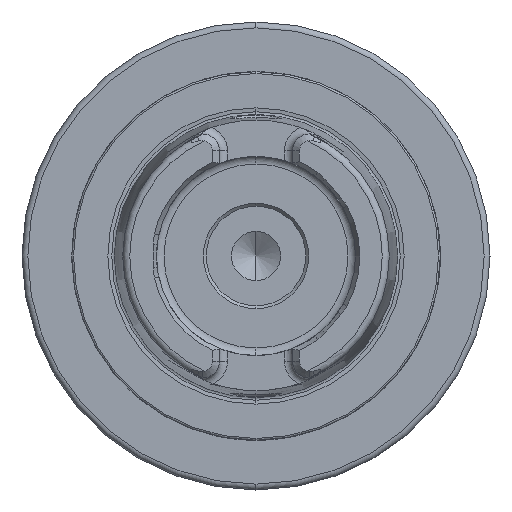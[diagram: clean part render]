
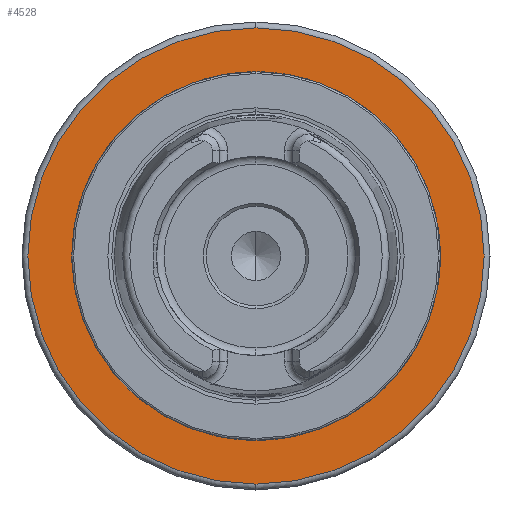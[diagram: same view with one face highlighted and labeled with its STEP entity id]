
A CAD part, left-side view. The second image highlights one B-rep face of the part: STEP entity #4528.
In plain terms, the highlighted planar face has unit normal (-1, 0, 0).
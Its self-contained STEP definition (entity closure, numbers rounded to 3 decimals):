
#47 = EDGE_CURVE ( 'NONE', #3314, #6090, #5443, .T. ) ;
#491 = CARTESIAN_POINT ( 'NONE',  ( 42., 0., 0. ) ) ;
#657 = CARTESIAN_POINT ( 'NONE',  ( 42., 39., 0. ) ) ;
#923 = EDGE_CURVE ( 'NONE', #4165, #5588, #2144, .T. ) ;
#978 = AXIS2_PLACEMENT_3D ( 'NONE', #4293, #5384, #6571 ) ;
#1043 = DIRECTION ( 'NONE',  ( -1., 0., 0. ) ) ;
#1155 = DIRECTION ( 'NONE',  ( 0., 0., 1. ) ) ;
#1654 = EDGE_LOOP ( 'NONE', ( #4283, #6143 ) ) ;
#2144 = CIRCLE ( 'NONE', #3844, 39. ) ;
#2227 = FACE_OUTER_BOUND ( 'NONE', #3412, .T. ) ;
#3027 = CARTESIAN_POINT ( 'NONE',  ( 42., 0., 0. ) ) ;
#3028 = CIRCLE ( 'NONE', #5030, 39. ) ;
#3314 = VERTEX_POINT ( 'NONE', #3781 ) ;
#3412 = EDGE_LOOP ( 'NONE', ( #4441, #5170 ) ) ;
#3460 = EDGE_CURVE ( 'NONE', #5588, #4165, #3028, .T. ) ;
#3626 = CARTESIAN_POINT ( 'NONE',  ( 42., 0., 39. ) ) ;
#3659 = FACE_BOUND ( 'NONE', #1654, .T. ) ;
#3781 = CARTESIAN_POINT ( 'NONE',  ( 42., 0., 27. ) ) ;
#3844 = AXIS2_PLACEMENT_3D ( 'NONE', #491, #1043, #4824 ) ;
#4129 = DIRECTION ( 'NONE',  ( 0., 0., 1. ) ) ;
#4165 = VERTEX_POINT ( 'NONE', #4921 ) ;
#4283 = ORIENTED_EDGE ( 'NONE', *, *, #47, .F. ) ;
#4293 = CARTESIAN_POINT ( 'NONE',  ( 42., 0., 0. ) ) ;
#4350 = DIRECTION ( 'NONE',  ( -1., 0., 0. ) ) ;
#4441 = ORIENTED_EDGE ( 'NONE', *, *, #3460, .T. ) ;
#4446 = DIRECTION ( 'NONE',  ( 1., 0., 0. ) ) ;
#4528 = ADVANCED_FACE ( 'NONE', ( #3659, #2227 ), #6545, .F. ) ;
#4669 = CIRCLE ( 'NONE', #978, 27. ) ;
#4824 = DIRECTION ( 'NONE',  ( 0., 0., 1. ) ) ;
#4878 = DIRECTION ( 'NONE',  ( 0., 0., -1. ) ) ;
#4921 = CARTESIAN_POINT ( 'NONE',  ( 42., 0., -39. ) ) ;
#5030 = AXIS2_PLACEMENT_3D ( 'NONE', #3027, #6297, #4129 ) ;
#5170 = ORIENTED_EDGE ( 'NONE', *, *, #923, .T. ) ;
#5283 = EDGE_CURVE ( 'NONE', #6090, #3314, #4669, .T. ) ;
#5339 = CARTESIAN_POINT ( 'NONE',  ( 42., 0., -27. ) ) ;
#5384 = DIRECTION ( 'NONE',  ( -1., 0., 0. ) ) ;
#5443 = CIRCLE ( 'NONE', #6905, 27. ) ;
#5588 = VERTEX_POINT ( 'NONE', #3626 ) ;
#6009 = CARTESIAN_POINT ( 'NONE',  ( 42., 0., 0. ) ) ;
#6090 = VERTEX_POINT ( 'NONE', #5339 ) ;
#6143 = ORIENTED_EDGE ( 'NONE', *, *, #5283, .F. ) ;
#6297 = DIRECTION ( 'NONE',  ( -1., 0., 0. ) ) ;
#6471 = AXIS2_PLACEMENT_3D ( 'NONE', #657, #4446, #4878 ) ;
#6545 = PLANE ( 'NONE',  #6471 ) ;
#6571 = DIRECTION ( 'NONE',  ( 0., 0., 1. ) ) ;
#6905 = AXIS2_PLACEMENT_3D ( 'NONE', #6009, #4350, #1155 ) ;
